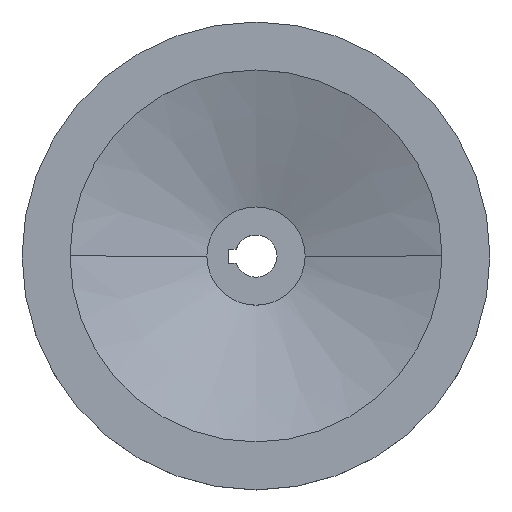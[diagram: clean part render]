
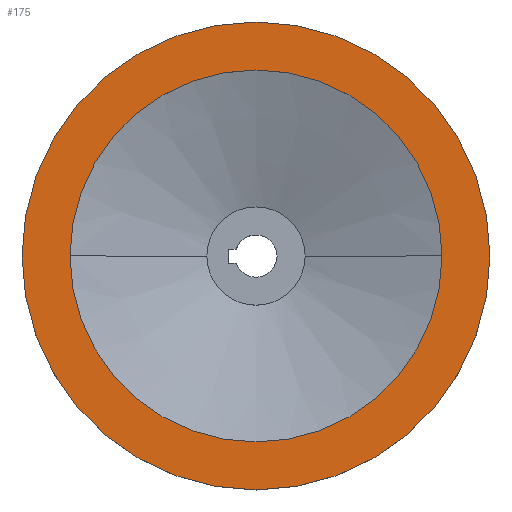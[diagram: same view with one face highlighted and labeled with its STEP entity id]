
A CAD part, top view. The second image highlights one B-rep face of the part: STEP entity #175.
In plain terms, the highlighted planar face has unit normal (0, 0, 1).
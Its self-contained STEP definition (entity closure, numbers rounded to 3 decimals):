
#133=EDGE_CURVE('',#167,#195,#355,.T.);
#143=EDGE_CURVE('',#283,#317,#366,.T.);
#167=VERTEX_POINT('',#395);
#175=ADVANCED_FACE('',(#404,#405),#406,.T.);
#195=VERTEX_POINT('',#429);
#269=EDGE_CURVE('',#317,#283,#513,.T.);
#283=VERTEX_POINT('',#528);
#289=EDGE_CURVE('',#195,#167,#534,.T.);
#317=VERTEX_POINT('',#564);
#355=CIRCLE('',#597,100.0);
#366=CIRCLE('',#612,79.5);
#395=CARTESIAN_POINT('',(100.0,0.,45.0));
#404=FACE_OUTER_BOUND('',#659,.T.);
#405=FACE_BOUND('',#660,.T.);
#406=PLANE('',#661);
#429=CARTESIAN_POINT('',(-100.0,0.,45.0));
#513=CIRCLE('',#809,79.5);
#528=CARTESIAN_POINT('',(-79.5,0.,45.0));
#534=CIRCLE('',#837,100.0);
#564=CARTESIAN_POINT('',(79.5,0.,45.0));
#597=AXIS2_PLACEMENT_3D('',#900,#901,#902);
#612=AXIS2_PLACEMENT_3D('',#915,#916,#917);
#659=EDGE_LOOP('',(#984,#985));
#660=EDGE_LOOP('',(#986,#987));
#661=AXIS2_PLACEMENT_3D('',#988,#989,#990);
#809=AXIS2_PLACEMENT_3D('',#1112,#1113,#1114);
#837=AXIS2_PLACEMENT_3D('',#1126,#1127,#1128);
#900=CARTESIAN_POINT('',(0.,0.,45.0));
#901=DIRECTION('',(-0.0,0.0,-1.0));
#902=DIRECTION('',(-1.0,0.,0.0));
#915=CARTESIAN_POINT('',(0.,0.,45.0));
#916=DIRECTION('',(-0.0,0.0,-1.0));
#917=DIRECTION('',(-1.0,0.,0.0));
#984=ORIENTED_EDGE('',*,*,#289,.F.);
#985=ORIENTED_EDGE('',*,*,#133,.F.);
#986=ORIENTED_EDGE('',*,*,#143,.T.);
#987=ORIENTED_EDGE('',*,*,#269,.T.);
#988=CARTESIAN_POINT('',(-89.75,0.,45.0));
#989=DIRECTION('',(0.0,0.0,1.0));
#990=DIRECTION('',(-1.0,0.,0.0));
#1112=CARTESIAN_POINT('',(0.,0.,45.0));
#1113=DIRECTION('',(-0.0,0.0,-1.0));
#1114=DIRECTION('',(-1.0,0.,0.0));
#1126=CARTESIAN_POINT('',(0.,0.,45.0));
#1127=DIRECTION('',(-0.0,0.0,-1.0));
#1128=DIRECTION('',(-1.0,0.,0.0));
